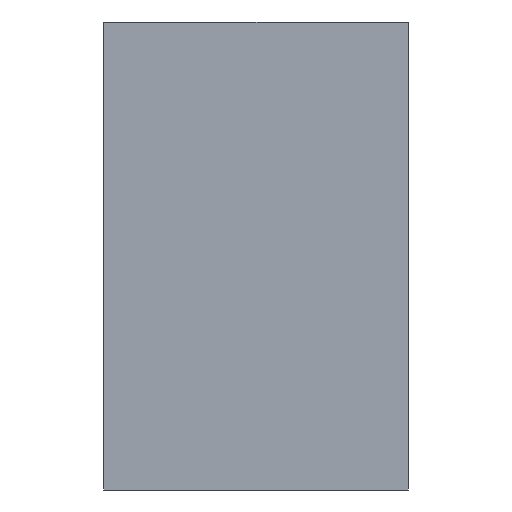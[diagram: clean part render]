
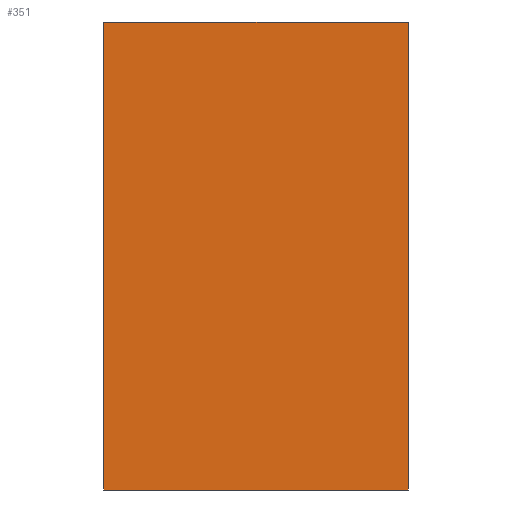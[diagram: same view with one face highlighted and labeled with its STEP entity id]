
A CAD part, left-side view. The second image highlights one B-rep face of the part: STEP entity #351.
In plain terms, the highlighted planar face has unit normal (-1, 0, 0).
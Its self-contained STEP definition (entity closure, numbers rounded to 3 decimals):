
#21 = VERTEX_POINT ( 'NONE', #56 ) ;
#26 = VECTOR ( 'NONE', #66, 1000. ) ;
#56 = CARTESIAN_POINT ( 'NONE',  ( -13.65, 12.35, -9.5 ) ) ;
#66 = DIRECTION ( 'NONE',  ( 0., -1., 0. ) ) ;
#73 = ORIENTED_EDGE ( 'NONE', *, *, #1113, .T. ) ;
#80 = CARTESIAN_POINT ( 'NONE',  ( -13.65, 0., 0. ) ) ;
#95 = LINE ( 'NONE', #404, #844 ) ;
#130 = DIRECTION ( 'NONE',  ( 0., 0., -1. ) ) ;
#153 = VERTEX_POINT ( 'NONE', #375 ) ;
#214 = EDGE_LOOP ( 'NONE', ( #407, #830, #73, #617 ) ) ;
#245 = CARTESIAN_POINT ( 'NONE',  ( -13.65, 12.35, -9.5 ) ) ;
#259 = VECTOR ( 'NONE', #693, 1000. ) ;
#351 = ADVANCED_FACE ( 'NONE', ( #605 ), #391, .F. ) ;
#375 = CARTESIAN_POINT ( 'NONE',  ( -13.65, 0., 9.5 ) ) ;
#391 = PLANE ( 'NONE',  #1115 ) ;
#404 = CARTESIAN_POINT ( 'NONE',  ( -13.65, 12.35, 0. ) ) ;
#407 = ORIENTED_EDGE ( 'NONE', *, *, #725, .F. ) ;
#493 = DIRECTION ( 'NONE',  ( 1., 0., 0. ) ) ;
#513 = VECTOR ( 'NONE', #585, 1000. ) ;
#585 = DIRECTION ( 'NONE',  ( 0., -1., 0. ) ) ;
#589 = EDGE_CURVE ( 'NONE', #21, #869, #904, .T. ) ;
#599 = EDGE_CURVE ( 'NONE', #856, #153, #1017, .T. ) ;
#605 = FACE_OUTER_BOUND ( 'NONE', #214, .T. ) ;
#617 = ORIENTED_EDGE ( 'NONE', *, *, #589, .T. ) ;
#624 = CARTESIAN_POINT ( 'NONE',  ( -13.65, 0., -9.5 ) ) ;
#675 = CARTESIAN_POINT ( 'NONE',  ( -13.65, 12.35, 9.5 ) ) ;
#693 = DIRECTION ( 'NONE',  ( 0., 0., -1. ) ) ;
#725 = EDGE_CURVE ( 'NONE', #153, #869, #941, .T. ) ;
#830 = ORIENTED_EDGE ( 'NONE', *, *, #599, .F. ) ;
#844 = VECTOR ( 'NONE', #130, 1000. ) ;
#856 = VERTEX_POINT ( 'NONE', #972 ) ;
#869 = VERTEX_POINT ( 'NONE', #624 ) ;
#904 = LINE ( 'NONE', #245, #513 ) ;
#929 = DIRECTION ( 'NONE',  ( 0., 0., 1. ) ) ;
#941 = LINE ( 'NONE', #80, #259 ) ;
#972 = CARTESIAN_POINT ( 'NONE',  ( -13.65, 12.35, 9.5 ) ) ;
#1017 = LINE ( 'NONE', #675, #26 ) ;
#1082 = CARTESIAN_POINT ( 'NONE',  ( -13.65, 12.35, 0. ) ) ;
#1113 = EDGE_CURVE ( 'NONE', #856, #21, #95, .T. ) ;
#1115 = AXIS2_PLACEMENT_3D ( 'NONE', #1082, #493, #929 ) ;
